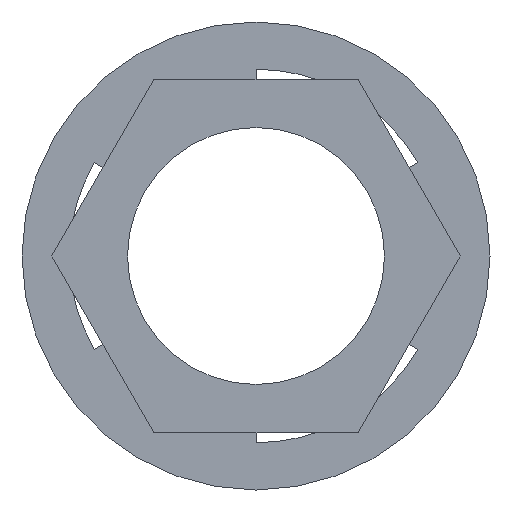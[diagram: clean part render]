
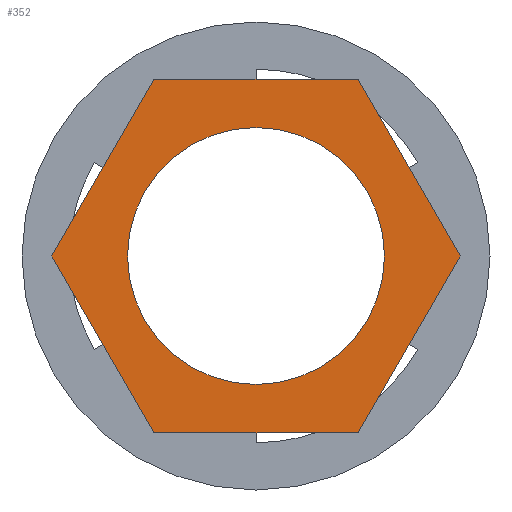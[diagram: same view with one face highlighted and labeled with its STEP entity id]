
A CAD part, left-side view. The second image highlights one B-rep face of the part: STEP entity #352.
In plain terms, the highlighted planar face has unit normal (-1, 0, 0).
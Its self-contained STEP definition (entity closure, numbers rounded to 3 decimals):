
#70=CARTESIAN_POINT('',(-9.75,-2.8,0.455));
#71=VERTEX_POINT('',#70);
#80=CARTESIAN_POINT('',(-9.75,2.8,0.455));
#81=VERTEX_POINT('',#80);
#82=CARTESIAN_POINT('',(-9.75,0.,0.455));
#83=DIRECTION('',(1.0,0.0,0.0));
#84=DIRECTION('',(0.0,-1.0,0.0));
#85=AXIS2_PLACEMENT_3D('',#82,#83,#84);
#86=CIRCLE('',#85,2.8);
#87=EDGE_CURVE('',#81,#71,#86,.T.);
#121=CARTESIAN_POINT('',(-9.75,0.,0.455));
#122=DIRECTION('',(1.0,0.0,0.0));
#123=DIRECTION('',(0.0,-1.0,0.0));
#124=AXIS2_PLACEMENT_3D('',#121,#122,#123);
#125=CIRCLE('',#124,2.8);
#126=EDGE_CURVE('',#71,#81,#125,.T.);
#146=CARTESIAN_POINT('',(-9.75,-4.45,0.455));
#147=VERTEX_POINT('',#146);
#154=CARTESIAN_POINT('',(-9.75,-2.225,-3.399));
#155=VERTEX_POINT('',#154);
#156=CARTESIAN_POINT('',(-9.75,-4.45,0.455));
#157=DIRECTION('',(0.,0.5,-0.866));
#158=VECTOR('',#157,4.45);
#159=LINE('',#156,#158);
#160=EDGE_CURVE('',#147,#155,#159,.T.);
#184=CARTESIAN_POINT('',(-9.75,-2.225,4.309));
#185=VERTEX_POINT('',#184);
#192=CARTESIAN_POINT('',(-9.75,-2.225,4.309));
#193=DIRECTION('',(0.,-0.5,-0.866));
#194=VECTOR('',#193,4.45);
#195=LINE('',#192,#194);
#196=EDGE_CURVE('',#185,#147,#195,.T.);
#215=CARTESIAN_POINT('',(-9.75,2.225,4.309));
#216=VERTEX_POINT('',#215);
#223=CARTESIAN_POINT('',(-9.75,2.225,4.309));
#224=DIRECTION('',(0.0,-1.0,0.0));
#225=VECTOR('',#224,4.45);
#226=LINE('',#223,#225);
#227=EDGE_CURVE('',#216,#185,#226,.T.);
#246=CARTESIAN_POINT('',(-9.75,4.45,0.455));
#247=VERTEX_POINT('',#246);
#254=CARTESIAN_POINT('',(-9.75,4.45,0.455));
#255=DIRECTION('',(0.,-0.5,0.866));
#256=VECTOR('',#255,4.45);
#257=LINE('',#254,#256);
#258=EDGE_CURVE('',#247,#216,#257,.T.);
#277=CARTESIAN_POINT('',(-9.75,2.225,-3.399));
#278=VERTEX_POINT('',#277);
#285=CARTESIAN_POINT('',(-9.75,2.225,-3.399));
#286=DIRECTION('',(0.,0.5,0.866));
#287=VECTOR('',#286,4.45);
#288=LINE('',#285,#287);
#289=EDGE_CURVE('',#278,#247,#288,.T.);
#307=CARTESIAN_POINT('',(-9.75,-2.225,-3.399));
#308=DIRECTION('',(0.0,1.0,0.0));
#309=VECTOR('',#308,4.45);
#310=LINE('',#307,#309);
#311=EDGE_CURVE('',#155,#278,#310,.T.);
#335=CARTESIAN_POINT('',(-9.75,0.,0.455));
#336=DIRECTION('',(1.0,0.0,0.0));
#337=DIRECTION('',(0.0,0.0,-1.0));
#338=AXIS2_PLACEMENT_3D('',#335,#336,#337);
#339=PLANE('',#338);
#340=ORIENTED_EDGE('',*,*,#311,.F.);
#341=ORIENTED_EDGE('',*,*,#160,.F.);
#342=ORIENTED_EDGE('',*,*,#196,.F.);
#343=ORIENTED_EDGE('',*,*,#227,.F.);
#344=ORIENTED_EDGE('',*,*,#258,.F.);
#345=ORIENTED_EDGE('',*,*,#289,.F.);
#346=EDGE_LOOP('',(#340,#341,#342,#343,#344,#345));
#347=FACE_OUTER_BOUND('',#346,.T.);
#348=ORIENTED_EDGE('',*,*,#126,.T.);
#349=ORIENTED_EDGE('',*,*,#87,.T.);
#350=EDGE_LOOP('',(#348,#349));
#351=FACE_BOUND('',#350,.T.);
#352=ADVANCED_FACE('',(#347,#351),#339,.F.);
